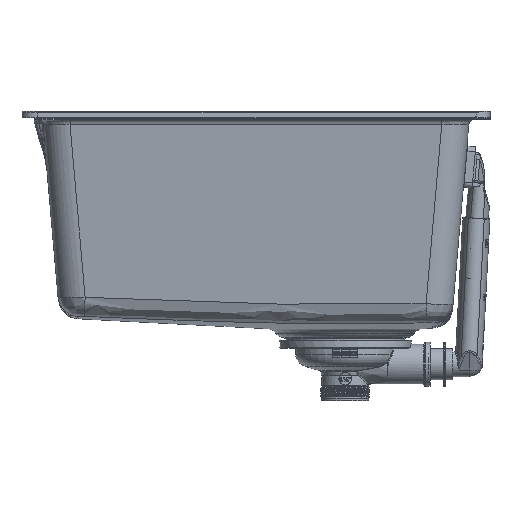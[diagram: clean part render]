
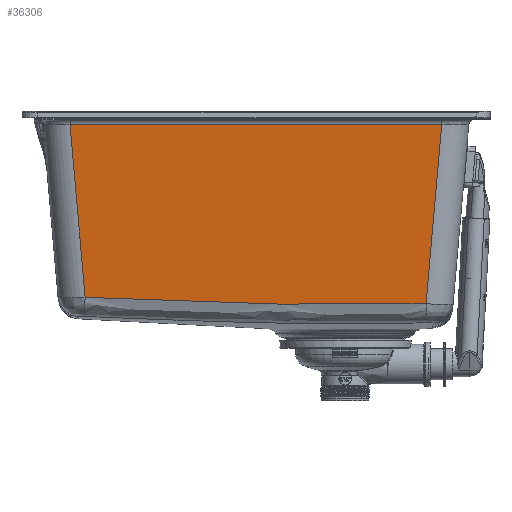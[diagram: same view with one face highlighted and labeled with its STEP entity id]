
A CAD part, front view. The second image highlights one B-rep face of the part: STEP entity #36306.
In plain terms, the highlighted planar face has unit normal (0, -0.996, -0.087).
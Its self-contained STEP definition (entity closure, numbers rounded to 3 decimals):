
#1307=B_SPLINE_CURVE_WITH_KNOTS('',3,(#71648,#71649,#71650,#71651,#71652,
#71653,#71654),.UNSPECIFIED.,.F.,.F.,(4,1,1,1,4),(0.,
4.667,14.,23.333,32.666),
 .UNSPECIFIED.);
#5311=FACE_OUTER_BOUND('',#7396,.T.);
#7396=EDGE_LOOP('',(#32710,#32711,#32712,#32713));
#10288=LINE('',#71681,#13133);
#10289=LINE('',#71705,#13134);
#10290=LINE('',#71706,#13135);
#13133=VECTOR('',#49959,10.);
#13134=VECTOR('',#49964,10.);
#13135=VECTOR('',#49965,10.);
#16621=VERTEX_POINT('',#71156);
#16635=VERTEX_POINT('',#71576);
#16642=VERTEX_POINT('',#71680);
#16647=VERTEX_POINT('',#71704);
#22010=EDGE_CURVE('',#16621,#16635,#1307,.T.);
#22018=EDGE_CURVE('',#16642,#16635,#10288,.T.);
#22024=EDGE_CURVE('',#16621,#16647,#10289,.T.);
#22025=EDGE_CURVE('',#16642,#16647,#10290,.T.);
#32710=ORIENTED_EDGE('',*,*,#22010,.F.);
#32711=ORIENTED_EDGE('',*,*,#22024,.T.);
#32712=ORIENTED_EDGE('',*,*,#22025,.F.);
#32713=ORIENTED_EDGE('',*,*,#22018,.T.);
#34399=PLANE('',#39951);
#36306=ADVANCED_FACE('',(#5311),#34399,.T.);
#39951=AXIS2_PLACEMENT_3D('',#71703,#49962,#49963);
#49959=DIRECTION('',(0.087,0.087,-0.992));
#49962=DIRECTION('center_axis',(0.,-0.996,
-0.087));
#49963=DIRECTION('ref_axis',(-1.,0.,0.));
#49964=DIRECTION('',(0.087,-0.087,0.992));
#49965=DIRECTION('',(1.,0.,0.));
#71156=CARTESIAN_POINT('',(161.236,-184.897,-184.318));
#71576=CARTESIAN_POINT('',(-165.292,-185.433,-178.193));
#71648=CARTESIAN_POINT('Ctrl Pts',(161.236,-184.897,-184.318));
#71649=CARTESIAN_POINT('Ctrl Pts',(145.685,-184.867,-184.666));
#71650=CARTESIAN_POINT('Ctrl Pts',(99.025,-184.796,-185.474));
#71651=CARTESIAN_POINT('Ctrl Pts',(21.243,-184.836,-185.013));
#71652=CARTESIAN_POINT('Ctrl Pts',(-72.046,-185.089,
-182.124));
#71653=CARTESIAN_POINT('Ctrl Pts',(-134.212,-185.314,
-179.553));
#71654=CARTESIAN_POINT('Ctrl Pts',(-165.292,-185.433,
-178.193));
#71680=CARTESIAN_POINT('',(-179.783,-199.924,-12.564));
#71681=CARTESIAN_POINT('',(-179.517,-199.657,-15.609));
#71703=CARTESIAN_POINT('Origin',(-200.76,-200.977,-0.523));
#71704=CARTESIAN_POINT('',(176.262,-199.924,-12.564));
#71705=CARTESIAN_POINT('',(175.966,-199.627,-15.954));
#71706=CARTESIAN_POINT('',(-88.26,-199.924,-12.564));
